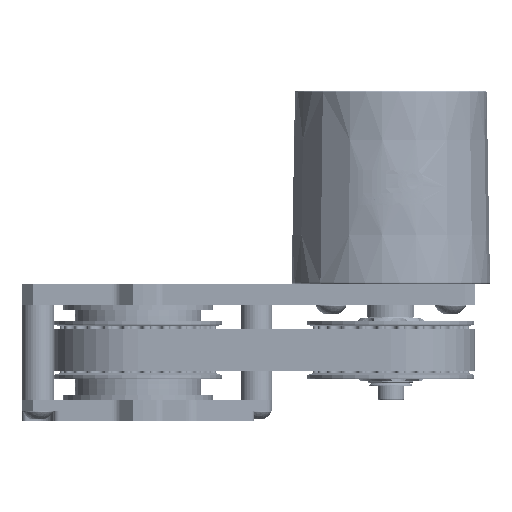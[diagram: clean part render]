
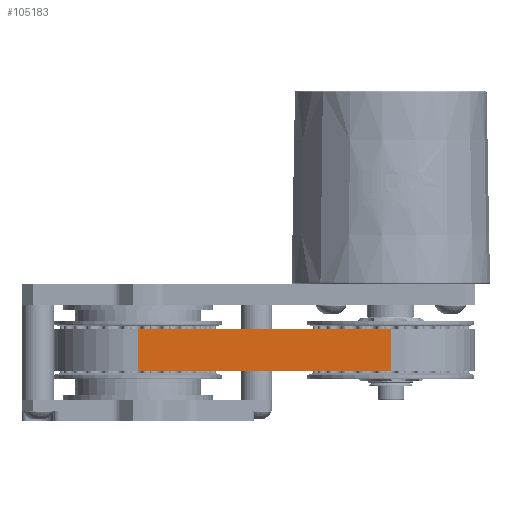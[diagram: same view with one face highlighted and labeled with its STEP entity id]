
A CAD part, front view. The second image highlights one B-rep face of the part: STEP entity #105183.
In plain terms, the highlighted face is planar.
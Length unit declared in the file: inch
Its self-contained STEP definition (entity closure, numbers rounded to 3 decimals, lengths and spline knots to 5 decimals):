
#249 = LINE ( 'NONE', #47799, #62151 ) ;
#708 = VECTOR ( 'NONE', #42128, 39.37008 ) ;
#2785 = CARTESIAN_POINT ( 'NONE',  ( -1.00393, 1.5, -0.25 ) ) ;
#9151 = CARTESIAN_POINT ( 'NONE',  ( -1.00393, 1.5, 0.25 ) ) ;
#11907 = CARTESIAN_POINT ( 'NONE',  ( -1.00393, -1.5, 0.25 ) ) ;
#22044 = ORIENTED_EDGE ( 'NONE', *, *, #146050, .F. ) ;
#24683 = LINE ( 'NONE', #88869, #708 ) ;
#25438 = VERTEX_POINT ( 'NONE', #11907 ) ;
#25487 = AXIS2_PLACEMENT_3D ( 'NONE', #70119, #153875, #109580 ) ;
#26828 = ORIENTED_EDGE ( 'NONE', *, *, #62364, .F. ) ;
#28290 = CARTESIAN_POINT ( 'NONE',  ( -1.00393, -1.5, -0.25 ) ) ;
#31622 = EDGE_CURVE ( 'NONE', #41152, #113055, #24683, .T. ) ;
#35428 = EDGE_CURVE ( 'NONE', #113055, #90000, #59682, .T. ) ;
#41152 = VERTEX_POINT ( 'NONE', #9151 ) ;
#41198 = EDGE_LOOP ( 'NONE', ( #83984, #22044, #26828, #63544 ) ) ;
#42128 = DIRECTION ( 'NONE',  ( 0., 0., -1. ) ) ;
#47799 = CARTESIAN_POINT ( 'NONE',  ( -1.00393, 1.5, 0.25 ) ) ;
#58086 = DIRECTION ( 'NONE',  ( 0., -1., 0. ) ) ;
#59682 = LINE ( 'NONE', #106458, #109348 ) ;
#62151 = VECTOR ( 'NONE', #96921, 39.37008 ) ;
#62364 = EDGE_CURVE ( 'NONE', #41152, #25438, #249, .T. ) ;
#63544 = ORIENTED_EDGE ( 'NONE', *, *, #31622, .T. ) ;
#64497 = VECTOR ( 'NONE', #148677, 39.37008 ) ;
#70119 = CARTESIAN_POINT ( 'NONE',  ( -1.00393, 1.5, 0.25 ) ) ;
#83984 = ORIENTED_EDGE ( 'NONE', *, *, #35428, .T. ) ;
#88869 = CARTESIAN_POINT ( 'NONE',  ( -1.00393, 1.5, 0.25 ) ) ;
#90000 = VERTEX_POINT ( 'NONE', #28290 ) ;
#96921 = DIRECTION ( 'NONE',  ( 0., -1., 0. ) ) ;
#99592 = CARTESIAN_POINT ( 'NONE',  ( -1.00393, -1.5, 0.25 ) ) ;
#104823 = PLANE ( 'NONE',  #25487 ) ;
#105183 = ADVANCED_FACE ( 'NONE', ( #143377 ), #104823, .F. ) ;
#106458 = CARTESIAN_POINT ( 'NONE',  ( -1.00393, 1.5, -0.25 ) ) ;
#109348 = VECTOR ( 'NONE', #58086, 39.37008 ) ;
#109580 = DIRECTION ( 'NONE',  ( 0., 1., 0. ) ) ;
#111703 = LINE ( 'NONE', #99592, #64497 ) ;
#113055 = VERTEX_POINT ( 'NONE', #2785 ) ;
#143377 = FACE_OUTER_BOUND ( 'NONE', #41198, .T. ) ;
#146050 = EDGE_CURVE ( 'NONE', #25438, #90000, #111703, .T. ) ;
#148677 = DIRECTION ( 'NONE',  ( 0., 0., -1. ) ) ;
#153875 = DIRECTION ( 'NONE',  ( 1., 0., 0. ) ) ;
